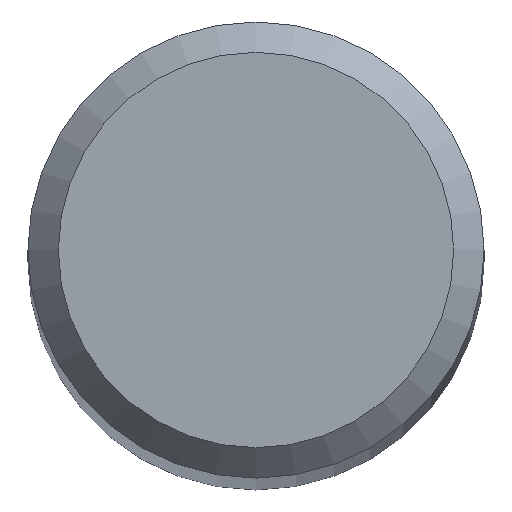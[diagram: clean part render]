
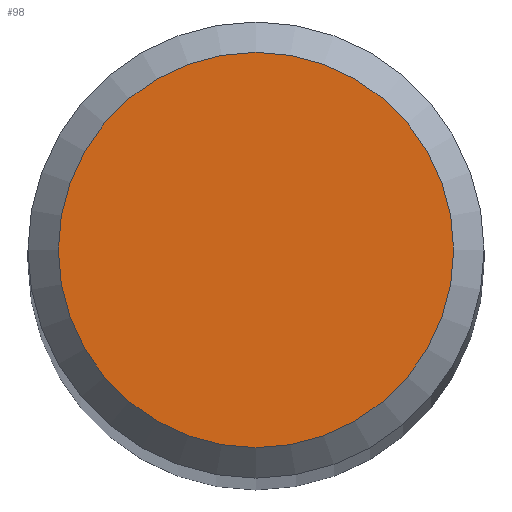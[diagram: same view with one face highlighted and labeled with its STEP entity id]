
A CAD part, top view. The second image highlights one B-rep face of the part: STEP entity #98.
In plain terms, the highlighted planar face has unit normal (0, 0, 1).
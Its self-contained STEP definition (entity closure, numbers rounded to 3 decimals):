
#13 = AXIS2_PLACEMENT_3D ( 'NONE', #36, #208, #154 ) ;
#19 = DIRECTION ( 'NONE',  ( 0., 0., -1. ) ) ;
#36 = CARTESIAN_POINT ( 'NONE',  ( 0., 0., 30. ) ) ;
#40 = AXIS2_PLACEMENT_3D ( 'NONE', #120, #19, #193 ) ;
#44 = CARTESIAN_POINT ( 'NONE',  ( 0., 0.65, 30. ) ) ;
#98 = ADVANCED_FACE ( 'NONE', ( #203 ), #132, .F. ) ;
#110 = CIRCLE ( 'NONE', #40, 0.65 ) ;
#115 = ORIENTED_EDGE ( 'NONE', *, *, #190, .F. ) ;
#120 = CARTESIAN_POINT ( 'NONE',  ( 0., 0., 30. ) ) ;
#132 = PLANE ( 'NONE',  #13 ) ;
#152 = VERTEX_POINT ( 'NONE', #44 ) ;
#154 = DIRECTION ( 'NONE',  ( 0., 1., 0. ) ) ;
#166 = EDGE_LOOP ( 'NONE', ( #115 ) ) ;
#190 = EDGE_CURVE ( 'NONE', #152, #152, #110, .T. ) ;
#193 = DIRECTION ( 'NONE',  ( 0., 1., 0. ) ) ;
#203 = FACE_OUTER_BOUND ( 'NONE', #166, .T. ) ;
#208 = DIRECTION ( 'NONE',  ( 0., 0., -1. ) ) ;
